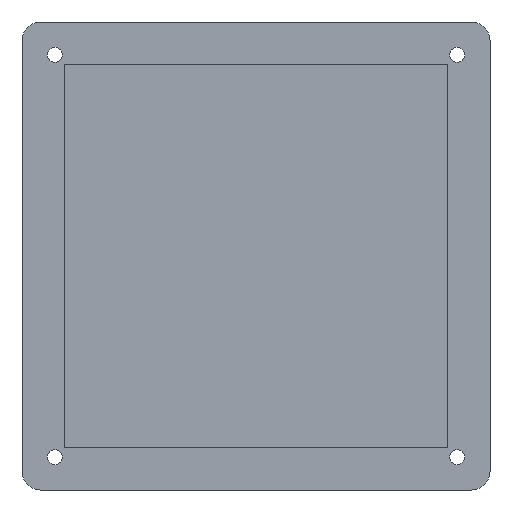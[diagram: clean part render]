
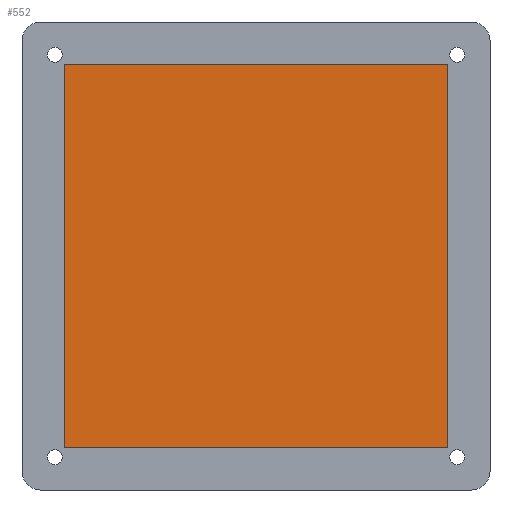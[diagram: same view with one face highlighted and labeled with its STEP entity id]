
A CAD part, front view. The second image highlights one B-rep face of the part: STEP entity #552.
In plain terms, the highlighted planar face has unit normal (0, -1, 0).
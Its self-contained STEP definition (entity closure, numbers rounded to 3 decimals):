
#66 = PLANE ( 'NONE',  #1027 ) ;
#86 = LINE ( 'NONE', #352, #940 ) ;
#114 = EDGE_CURVE ( 'NONE', #525, #889, #262, .T. ) ;
#189 = DIRECTION ( 'NONE',  ( 1., 0., 0. ) ) ;
#190 = EDGE_CURVE ( 'NONE', #1028, #471, #86, .T. ) ;
#237 = DIRECTION ( 'NONE',  ( 0., 0., 1. ) ) ;
#262 = LINE ( 'NONE', #441, #358 ) ;
#309 = EDGE_LOOP ( 'NONE', ( #796, #993, #980, #487 ) ) ;
#322 = CARTESIAN_POINT ( 'NONE',  ( -20.5, -4., -20.5 ) ) ;
#352 = CARTESIAN_POINT ( 'NONE',  ( -20.5, -4., -20.5 ) ) ;
#357 = LINE ( 'NONE', #872, #861 ) ;
#358 = VECTOR ( 'NONE', #1016, 1000. ) ;
#365 = EDGE_CURVE ( 'NONE', #471, #525, #357, .T. ) ;
#380 = FACE_OUTER_BOUND ( 'NONE', #309, .T. ) ;
#389 = VECTOR ( 'NONE', #879, 1000. ) ;
#390 = CARTESIAN_POINT ( 'NONE',  ( -20.5, -4., -20.5 ) ) ;
#392 = DIRECTION ( 'NONE',  ( 0., 0., 1. ) ) ;
#441 = CARTESIAN_POINT ( 'NONE',  ( -20.5, -4., 20.5 ) ) ;
#471 = VERTEX_POINT ( 'NONE', #706 ) ;
#487 = ORIENTED_EDGE ( 'NONE', *, *, #190, .T. ) ;
#525 = VERTEX_POINT ( 'NONE', #563 ) ;
#552 = ADVANCED_FACE ( 'NONE', ( #380 ), #66, .F. ) ;
#556 = DIRECTION ( 'NONE',  ( 0., 1., 0. ) ) ;
#563 = CARTESIAN_POINT ( 'NONE',  ( 20.5, -4., 20.5 ) ) ;
#639 = CARTESIAN_POINT ( 'NONE',  ( -20.5, -4., 20.5 ) ) ;
#706 = CARTESIAN_POINT ( 'NONE',  ( 20.5, -4., -20.5 ) ) ;
#796 = ORIENTED_EDGE ( 'NONE', *, *, #365, .T. ) ;
#816 = CARTESIAN_POINT ( 'NONE',  ( 0., -4., 0. ) ) ;
#831 = LINE ( 'NONE', #390, #389 ) ;
#861 = VECTOR ( 'NONE', #392, 1000. ) ;
#872 = CARTESIAN_POINT ( 'NONE',  ( 20.5, -4., -20.5 ) ) ;
#879 = DIRECTION ( 'NONE',  ( 0., 0., -1. ) ) ;
#889 = VERTEX_POINT ( 'NONE', #639 ) ;
#910 = EDGE_CURVE ( 'NONE', #889, #1028, #831, .T. ) ;
#940 = VECTOR ( 'NONE', #189, 1000. ) ;
#980 = ORIENTED_EDGE ( 'NONE', *, *, #910, .T. ) ;
#993 = ORIENTED_EDGE ( 'NONE', *, *, #114, .T. ) ;
#1016 = DIRECTION ( 'NONE',  ( -1., 0., 0. ) ) ;
#1027 = AXIS2_PLACEMENT_3D ( 'NONE', #816, #556, #237 ) ;
#1028 = VERTEX_POINT ( 'NONE', #322 ) ;
